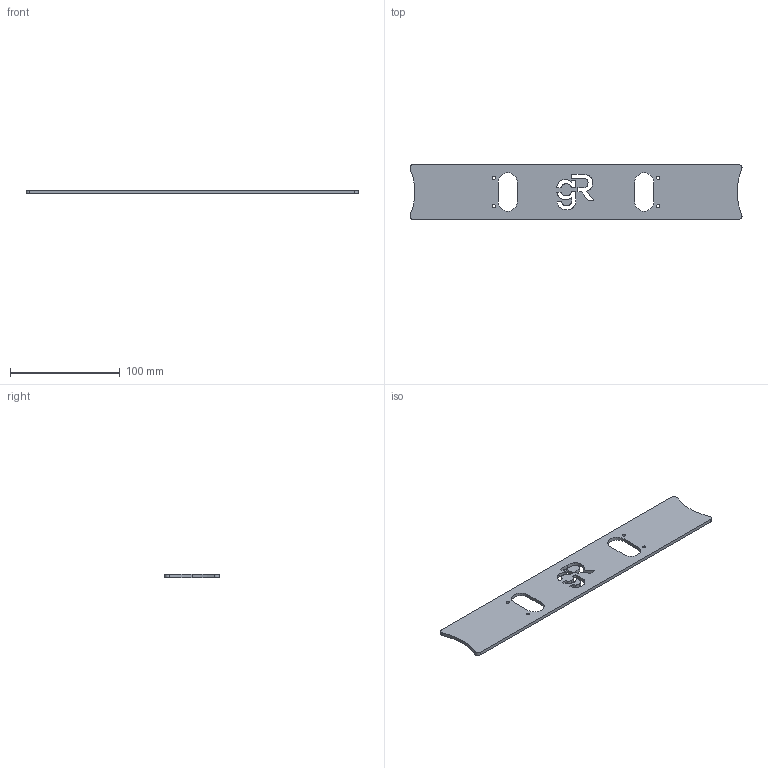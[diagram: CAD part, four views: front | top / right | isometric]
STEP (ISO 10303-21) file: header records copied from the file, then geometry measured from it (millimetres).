
FILE_DESCRIPTION (( 'STEP AP203' ), '1' );
FILE_NAME ('minitaur-side-panel-outer_Default_sldprt.STEP', '2016-11-29T01:07:43', ( 'Alexander' ), ( '' ), 'SwSTEP 2.0', 'SolidWorks 2015', '' );
FILE_SCHEMA (( 'CONFIG_CONTROL_DESIGN' ));
Length unit declared in the file: millimetre
Products named in the file (1): minitaur-side-panel-outer_Default_sldprt
Bounding box: 303 x 50 x 3 mm (x, y, z)
Volume: 40002.9 mm3; surface area: 30170.2 mm2
Topology: 1 solids, 1 shells, 84 faces, 246 edges, 164 vertices
Faces by surface type: bspline 32, plane 31, cylinder 21
Entity records: 3077 total; most frequent: CARTESIAN_POINT 911, ORIENTED_EDGE 492, DIRECTION 330, EDGE_CURVE 246, VERTEX_POINT 164, LINE 140, VECTOR 140, EDGE_LOOP 102
